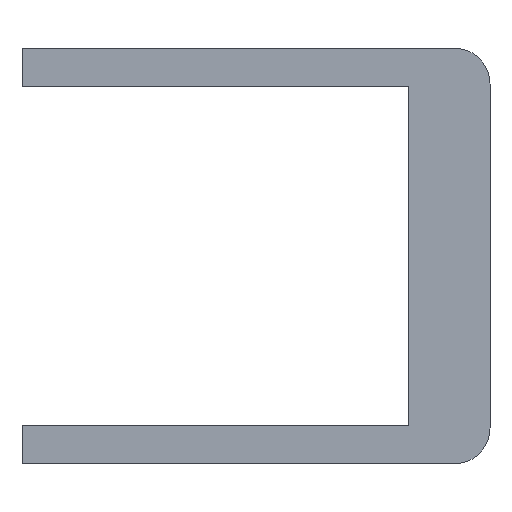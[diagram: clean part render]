
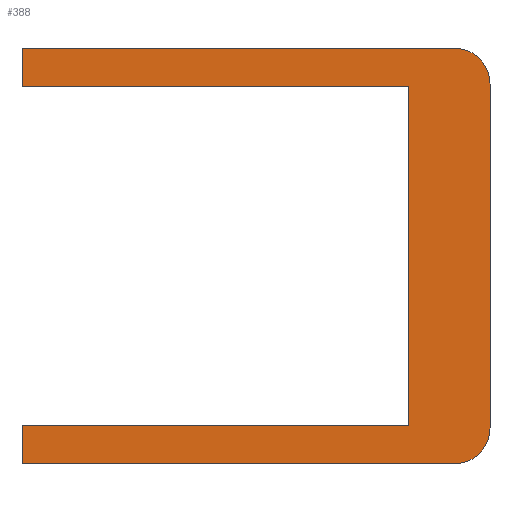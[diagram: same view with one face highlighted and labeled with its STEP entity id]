
A CAD part, left-side view. The second image highlights one B-rep face of the part: STEP entity #388.
In plain terms, the highlighted planar face has unit normal (-1, 0, 0).
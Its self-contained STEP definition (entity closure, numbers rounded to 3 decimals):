
#2 = EDGE_CURVE ( 'NONE', #7, #168, #182, .T. ) ;
#6 = VERTEX_POINT ( 'NONE', #206 ) ;
#7 = VERTEX_POINT ( 'NONE', #300 ) ;
#9 = AXIS2_PLACEMENT_3D ( 'NONE', #32, #129, #396 ) ;
#26 = CARTESIAN_POINT ( 'NONE',  ( -33.65, 45., 87. ) ) ;
#28 = CARTESIAN_POINT ( 'NONE',  ( -33.65, 30., -72. ) ) ;
#32 = CARTESIAN_POINT ( 'NONE',  ( -33.65, 225.934, 87. ) ) ;
#44 = DIRECTION ( 'NONE',  ( 0., -1., 0. ) ) ;
#55 = EDGE_CURVE ( 'NONE', #380, #291, #128, .T. ) ;
#56 = ORIENTED_EDGE ( 'NONE', *, *, #99, .T. ) ;
#61 = VECTOR ( 'NONE', #426, 1000. ) ;
#77 = VERTEX_POINT ( 'NONE', #313 ) ;
#78 = CARTESIAN_POINT ( 'NONE',  ( -33.65, 225.934, -87. ) ) ;
#83 = EDGE_CURVE ( 'NONE', #6, #390, #303, .T. ) ;
#88 = CARTESIAN_POINT ( 'NONE',  ( -33.65, 225.934, 71. ) ) ;
#99 = EDGE_CURVE ( 'NONE', #380, #6, #140, .T. ) ;
#101 = LINE ( 'NONE', #283, #379 ) ;
#105 = EDGE_CURVE ( 'NONE', #77, #274, #281, .T. ) ;
#109 = VECTOR ( 'NONE', #44, 1000. ) ;
#110 = ORIENTED_EDGE ( 'NONE', *, *, #302, .T. ) ;
#113 = EDGE_CURVE ( 'NONE', #291, #77, #154, .T. ) ;
#116 = VECTOR ( 'NONE', #248, 1000. ) ;
#120 = CARTESIAN_POINT ( 'NONE',  ( -33.65, 64., 87. ) ) ;
#125 = PLANE ( 'NONE',  #9 ) ;
#128 = LINE ( 'NONE', #211, #109 ) ;
#129 = DIRECTION ( 'NONE',  ( 1., 0., 0. ) ) ;
#140 = LINE ( 'NONE', #347, #296 ) ;
#147 = ORIENTED_EDGE ( 'NONE', *, *, #330, .F. ) ;
#154 = LINE ( 'NONE', #120, #370 ) ;
#168 = VERTEX_POINT ( 'NONE', #28 ) ;
#181 = AXIS2_PLACEMENT_3D ( 'NONE', #354, #259, #325 ) ;
#182 = LINE ( 'NONE', #295, #218 ) ;
#191 = ORIENTED_EDGE ( 'NONE', *, *, #55, .F. ) ;
#192 = DIRECTION ( 'NONE',  ( 0., 0., -1. ) ) ;
#206 = CARTESIAN_POINT ( 'NONE',  ( -33.65, 225.934, -87. ) ) ;
#211 = CARTESIAN_POINT ( 'NONE',  ( -33.65, 225.934, -71. ) ) ;
#212 = VECTOR ( 'NONE', #251, 1000. ) ;
#218 = VECTOR ( 'NONE', #363, 1000. ) ;
#220 = DIRECTION ( 'NONE',  ( 0., 1., 0. ) ) ;
#225 = ORIENTED_EDGE ( 'NONE', *, *, #324, .T. ) ;
#226 = ORIENTED_EDGE ( 'NONE', *, *, #2, .F. ) ;
#229 = EDGE_CURVE ( 'NONE', #263, #274, #101, .T. ) ;
#236 = ORIENTED_EDGE ( 'NONE', *, *, #83, .T. ) ;
#248 = DIRECTION ( 'NONE',  ( 0., -1., 0. ) ) ;
#251 = DIRECTION ( 'NONE',  ( 0., 1., 0. ) ) ;
#254 = ORIENTED_EDGE ( 'NONE', *, *, #229, .T. ) ;
#256 = CARTESIAN_POINT ( 'NONE',  ( -33.65, 225.934, 87. ) ) ;
#259 = DIRECTION ( 'NONE',  ( -1., 0., 0. ) ) ;
#260 = CARTESIAN_POINT ( 'NONE',  ( -33.65, 64., -71. ) ) ;
#263 = VERTEX_POINT ( 'NONE', #397 ) ;
#265 = CARTESIAN_POINT ( 'NONE',  ( -33.65, 225.934, -71. ) ) ;
#274 = VERTEX_POINT ( 'NONE', #351 ) ;
#281 = LINE ( 'NONE', #88, #212 ) ;
#283 = CARTESIAN_POINT ( 'NONE',  ( -33.65, 225.934, 87. ) ) ;
#289 = FACE_OUTER_BOUND ( 'NONE', #434, .T. ) ;
#290 = CIRCLE ( 'NONE', #421, 15. ) ;
#291 = VERTEX_POINT ( 'NONE', #260 ) ;
#295 = CARTESIAN_POINT ( 'NONE',  ( -33.65, 30., 87. ) ) ;
#296 = VECTOR ( 'NONE', #192, 1000. ) ;
#300 = CARTESIAN_POINT ( 'NONE',  ( -33.65, 30., 72. ) ) ;
#302 = EDGE_CURVE ( 'NONE', #390, #168, #290, .T. ) ;
#303 = LINE ( 'NONE', #78, #116 ) ;
#304 = ORIENTED_EDGE ( 'NONE', *, *, #105, .F. ) ;
#313 = CARTESIAN_POINT ( 'NONE',  ( -33.65, 64., 71. ) ) ;
#318 = DIRECTION ( 'NONE',  ( 0., 0., -1. ) ) ;
#324 = EDGE_CURVE ( 'NONE', #7, #412, #384, .T. ) ;
#325 = DIRECTION ( 'NONE',  ( 0., 1., 0. ) ) ;
#330 = EDGE_CURVE ( 'NONE', #263, #412, #369, .T. ) ;
#347 = CARTESIAN_POINT ( 'NONE',  ( -33.65, 225.934, 87. ) ) ;
#351 = CARTESIAN_POINT ( 'NONE',  ( -33.65, 225.934, 71. ) ) ;
#354 = CARTESIAN_POINT ( 'NONE',  ( -33.65, 45., 72. ) ) ;
#357 = DIRECTION ( 'NONE',  ( 0., 0., 1. ) ) ;
#363 = DIRECTION ( 'NONE',  ( 0., 0., -1. ) ) ;
#369 = LINE ( 'NONE', #256, #61 ) ;
#370 = VECTOR ( 'NONE', #357, 1000. ) ;
#371 = ORIENTED_EDGE ( 'NONE', *, *, #113, .F. ) ;
#379 = VECTOR ( 'NONE', #318, 1000. ) ;
#380 = VERTEX_POINT ( 'NONE', #265 ) ;
#382 = CARTESIAN_POINT ( 'NONE',  ( -33.65, 45., -72. ) ) ;
#384 = CIRCLE ( 'NONE', #181, 15. ) ;
#385 = DIRECTION ( 'NONE',  ( -1., 0., 0. ) ) ;
#388 = ADVANCED_FACE ( 'NONE', ( #289 ), #125, .F. ) ;
#390 = VERTEX_POINT ( 'NONE', #422 ) ;
#396 = DIRECTION ( 'NONE',  ( 0., 1., 0. ) ) ;
#397 = CARTESIAN_POINT ( 'NONE',  ( -33.65, 225.934, 87. ) ) ;
#412 = VERTEX_POINT ( 'NONE', #26 ) ;
#421 = AXIS2_PLACEMENT_3D ( 'NONE', #382, #385, #220 ) ;
#422 = CARTESIAN_POINT ( 'NONE',  ( -33.65, 45., -87. ) ) ;
#426 = DIRECTION ( 'NONE',  ( 0., -1., 0. ) ) ;
#434 = EDGE_LOOP ( 'NONE', ( #254, #304, #371, #191, #56, #236, #110, #226, #225, #147 ) ) ;
